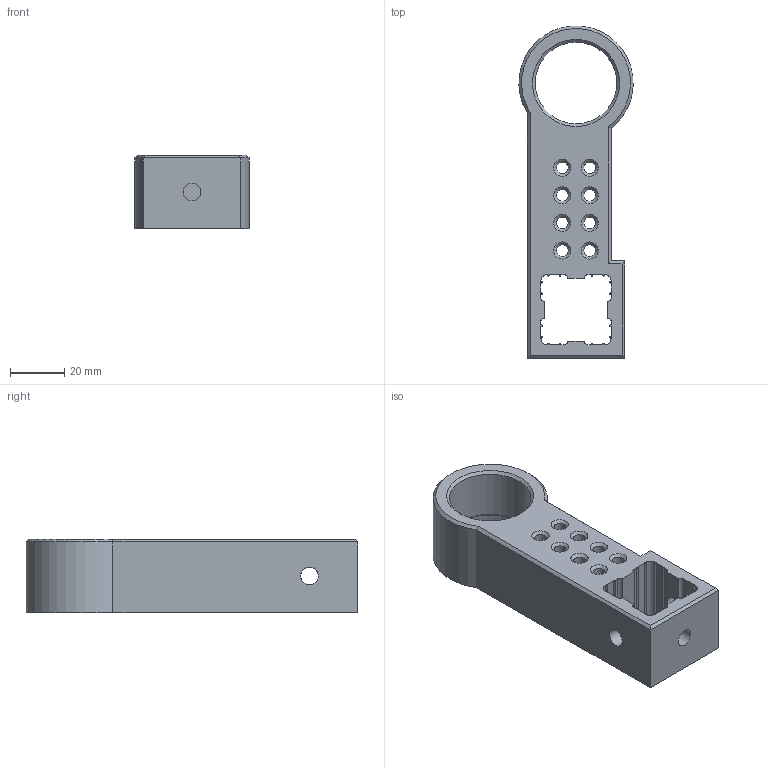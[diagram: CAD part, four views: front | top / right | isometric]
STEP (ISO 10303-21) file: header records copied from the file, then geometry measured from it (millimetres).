
FILE_DESCRIPTION(/* description */ ('STEP AP242','CAx-IF Rec.Pracs.---Representation and Presentation of Product Manufacturing Information (PMI)---4.0---2014-10-13','CAx-IF Rec.Pracs.---3D Tessellated Geometry---0.4---2014-09-14','2;1'),/* implementation_level */ '2;1');
FILE_NAME(/* name */ '68780b29083bfa6ea4fab200',/* time_stamp */ '2025-07-16T20:27:21Z',/* author */ (''),/* organization */ (''),/* preprocessor_version */ 'ST-DEVELOPER v20',/* originating_system */ 'ONSHAPE BY PTC INC, 1.200',/* authorisation */ ' ');
FILE_SCHEMA (('AP242_MANAGED_MODEL_BASED_3D_ENGINEERING_MIM_LF { 1 0 10303 442 1 1 4 }'));
Length unit declared in the file: metre
Products named in the file (1): Bearing Holster
Bounding box: 41.95 x 121.91 x 27 mm (x, y, z)
Volume: 69940.7 mm3; surface area: 22234.2 mm2
Topology: 1 solids, 1 shells, 89 faces, 252 edges, 162 vertices
Faces by surface type: cylinder 42, plane 35, cone 12
Full cylindrical faces by diameter (mm): 4.3 x8, 6.528 x3, 30 x1, 32 x1
Entity records: 2861 total; most frequent: CARTESIAN_POINT 524, DIRECTION 495, ORIENTED_EDGE 450, EDGE_CURVE 225, AXIS2_PLACEMENT_3D 188, VERTEX_POINT 159, EDGE_LOOP 136, FACE_BOUND 136
